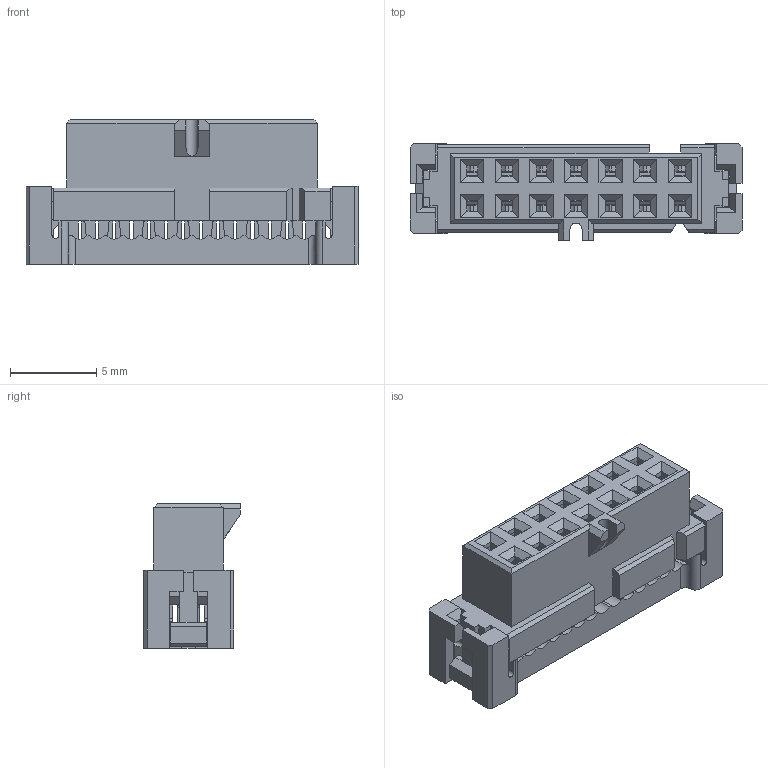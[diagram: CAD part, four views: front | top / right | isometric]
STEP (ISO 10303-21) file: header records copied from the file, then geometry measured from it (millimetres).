
FILE_DESCRIPTION( ('This file contains a STEP AP42 implementation' ,'as created by ZW3D STEP Interface translator.') ,'2;1' );
FILE_NAME( '5223-XXYPXXBW01.stp' ,'24 1 2.111454', (''), ('ZWCAD Software Co.'), 'Version 1.0', 'ZW3D to STEP translator', '' );
FILE_SCHEMA(('AUTOMOTIVE_DESIGN { 1 0 10303 214 1 1 1 1 }'));
Length unit declared in the file: millimetre
Products named in the file (2): 0; 5223-14YPS0BW01
Bounding box: 19.2 x 5.6 x 8.35 mm (x, y, z)
Volume: 447 mm3; surface area: 1374.3 mm2
Topology: 1 solids, 1 shells, 1483 faces, 4326 edges, 2821 vertices
Faces by surface type: plane 980, cylinder 489, bspline 14
Entity records: 51354 total; most frequent: CARTESIAN_POINT 9411, ORIENTED_EDGE 8778, DIRECTION 8181, EDGE_CURVE 4352, VECTOR 3203, LINE 3203, VERTEX_POINT 2821, AXIS2_PLACEMENT_3D 2489
